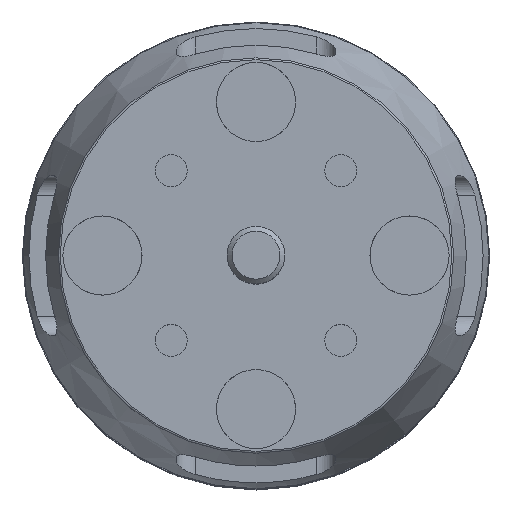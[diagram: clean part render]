
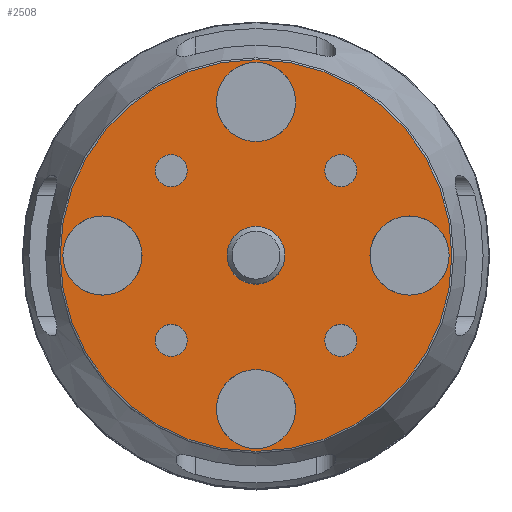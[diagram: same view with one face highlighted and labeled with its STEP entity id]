
A CAD part, top view. The second image highlights one B-rep face of the part: STEP entity #2508.
In plain terms, the highlighted planar face has unit normal (0, 0, 1).
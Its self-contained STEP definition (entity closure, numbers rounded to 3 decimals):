
#148=FACE_BOUND('',#415,.T.);
#149=FACE_BOUND('',#416,.T.);
#150=FACE_BOUND('',#417,.T.);
#151=FACE_BOUND('',#418,.T.);
#152=FACE_BOUND('',#419,.T.);
#153=FACE_BOUND('',#420,.T.);
#154=FACE_BOUND('',#421,.T.);
#155=FACE_BOUND('',#422,.T.);
#156=FACE_BOUND('',#423,.T.);
#183=PLANE('',#2748);
#278=FACE_OUTER_BOUND('',#414,.T.);
#414=EDGE_LOOP('',(#2021,#2022));
#415=EDGE_LOOP('',(#2023));
#416=EDGE_LOOP('',(#2024));
#417=EDGE_LOOP('',(#2025));
#418=EDGE_LOOP('',(#2026));
#419=EDGE_LOOP('',(#2027));
#420=EDGE_LOOP('',(#2028));
#421=EDGE_LOOP('',(#2029));
#422=EDGE_LOOP('',(#2030));
#423=EDGE_LOOP('',(#2031));
#840=CIRCLE('',#2742,20.406);
#845=CIRCLE('',#2747,20.406);
#846=CIRCLE('',#2749,4.123);
#847=CIRCLE('',#2750,4.123);
#848=CIRCLE('',#2751,4.123);
#849=CIRCLE('',#2752,3.);
#850=CIRCLE('',#2753,1.666);
#851=CIRCLE('',#2754,1.666);
#852=CIRCLE('',#2755,1.666);
#853=CIRCLE('',#2756,1.666);
#854=CIRCLE('',#2757,4.123);
#1056=VERTEX_POINT('',#4243);
#1057=VERTEX_POINT('',#4244);
#1061=VERTEX_POINT('',#4255);
#1062=VERTEX_POINT('',#4257);
#1063=VERTEX_POINT('',#4259);
#1064=VERTEX_POINT('',#4261);
#1065=VERTEX_POINT('',#4263);
#1066=VERTEX_POINT('',#4265);
#1067=VERTEX_POINT('',#4267);
#1068=VERTEX_POINT('',#4269);
#1069=VERTEX_POINT('',#4271);
#1395=EDGE_CURVE('',#1056,#1057,#840,.T.);
#1400=EDGE_CURVE('',#1057,#1056,#845,.T.);
#1401=EDGE_CURVE('',#1061,#1061,#846,.T.);
#1402=EDGE_CURVE('',#1062,#1062,#847,.T.);
#1403=EDGE_CURVE('',#1063,#1063,#848,.T.);
#1404=EDGE_CURVE('',#1064,#1064,#849,.T.);
#1405=EDGE_CURVE('',#1065,#1065,#850,.T.);
#1406=EDGE_CURVE('',#1066,#1066,#851,.T.);
#1407=EDGE_CURVE('',#1067,#1067,#852,.T.);
#1408=EDGE_CURVE('',#1068,#1068,#853,.T.);
#1409=EDGE_CURVE('',#1069,#1069,#854,.T.);
#2021=ORIENTED_EDGE('',*,*,#1395,.F.);
#2022=ORIENTED_EDGE('',*,*,#1400,.F.);
#2023=ORIENTED_EDGE('',*,*,#1401,.F.);
#2024=ORIENTED_EDGE('',*,*,#1402,.F.);
#2025=ORIENTED_EDGE('',*,*,#1403,.T.);
#2026=ORIENTED_EDGE('',*,*,#1404,.T.);
#2027=ORIENTED_EDGE('',*,*,#1405,.T.);
#2028=ORIENTED_EDGE('',*,*,#1406,.T.);
#2029=ORIENTED_EDGE('',*,*,#1407,.T.);
#2030=ORIENTED_EDGE('',*,*,#1408,.T.);
#2031=ORIENTED_EDGE('',*,*,#1409,.F.);
#2508=ADVANCED_FACE('',(#278,#148,#149,#150,#151,#152,#153,#154,#155,#156),
#183,.T.);
#2742=AXIS2_PLACEMENT_3D('',#4245,#3271,#3272);
#2747=AXIS2_PLACEMENT_3D('',#4253,#3281,#3282);
#2748=AXIS2_PLACEMENT_3D('',#4254,#3283,#3284);
#2749=AXIS2_PLACEMENT_3D('',#4256,#3285,#3286);
#2750=AXIS2_PLACEMENT_3D('',#4258,#3287,#3288);
#2751=AXIS2_PLACEMENT_3D('',#4260,#3289,#3290);
#2752=AXIS2_PLACEMENT_3D('',#4262,#3291,#3292);
#2753=AXIS2_PLACEMENT_3D('',#4264,#3293,#3294);
#2754=AXIS2_PLACEMENT_3D('',#4266,#3295,#3296);
#2755=AXIS2_PLACEMENT_3D('',#4268,#3297,#3298);
#2756=AXIS2_PLACEMENT_3D('',#4270,#3299,#3300);
#2757=AXIS2_PLACEMENT_3D('',#4272,#3301,#3302);
#3271=DIRECTION('center_axis',(0.,0.,-1.));
#3272=DIRECTION('ref_axis',(0.,-1.,0.));
#3281=DIRECTION('center_axis',(0.,0.,-1.));
#3282=DIRECTION('ref_axis',(0.,-1.,0.));
#3283=DIRECTION('center_axis',(0.,0.,1.));
#3284=DIRECTION('ref_axis',(1.,0.,0.));
#3285=DIRECTION('center_axis',(0.,0.,1.));
#3286=DIRECTION('ref_axis',(0.,1.,0.));
#3287=DIRECTION('center_axis',(0.,0.,1.));
#3288=DIRECTION('ref_axis',(0.,-1.,0.));
#3289=DIRECTION('center_axis',(0.,0.,-1.));
#3290=DIRECTION('ref_axis',(-1.,0.,0.));
#3291=DIRECTION('center_axis',(0.,0.,-1.));
#3292=DIRECTION('ref_axis',(-1.,0.,0.));
#3293=DIRECTION('center_axis',(0.,0.,-1.));
#3294=DIRECTION('ref_axis',(0.,1.,0.));
#3295=DIRECTION('center_axis',(0.,0.,-1.));
#3296=DIRECTION('ref_axis',(1.,0.,0.));
#3297=DIRECTION('center_axis',(0.,0.,-1.));
#3298=DIRECTION('ref_axis',(0.,-1.,0.));
#3299=DIRECTION('center_axis',(0.,0.,-1.));
#3300=DIRECTION('ref_axis',(-1.,0.,0.));
#3301=DIRECTION('center_axis',(0.,0.,1.));
#3302=DIRECTION('ref_axis',(1.,0.,0.));
#4243=CARTESIAN_POINT('',(0.,20.406,54.1));
#4244=CARTESIAN_POINT('',(-20.406,0.,54.1));
#4245=CARTESIAN_POINT('Origin',(0.,0.,54.1));
#4253=CARTESIAN_POINT('Origin',(0.,0.,54.1));
#4254=CARTESIAN_POINT('Origin',(0.,0.,54.1));
#4255=CARTESIAN_POINT('',(16.,-4.123,54.1));
#4256=CARTESIAN_POINT('Origin',(16.,0.,
54.1));
#4257=CARTESIAN_POINT('',(-16.,4.123,54.1));
#4258=CARTESIAN_POINT('Origin',(-16.,0.,54.1));
#4259=CARTESIAN_POINT('',(4.123,16.,54.1));
#4260=CARTESIAN_POINT('Origin',(0.,16.,54.1));
#4261=CARTESIAN_POINT('',(3.,0.,54.1));
#4262=CARTESIAN_POINT('Origin',(0.,0.,54.1));
#4263=CARTESIAN_POINT('',(8.839,-10.505,54.1));
#4264=CARTESIAN_POINT('Origin',(8.839,-8.839,54.1));
#4265=CARTESIAN_POINT('',(-10.505,-8.839,54.1));
#4266=CARTESIAN_POINT('Origin',(-8.839,-8.839,54.1));
#4267=CARTESIAN_POINT('',(-8.839,10.505,54.1));
#4268=CARTESIAN_POINT('Origin',(-8.839,8.839,54.1));
#4269=CARTESIAN_POINT('',(10.505,8.839,54.1));
#4270=CARTESIAN_POINT('Origin',(8.839,8.839,54.1));
#4271=CARTESIAN_POINT('',(-4.123,-16.,54.1));
#4272=CARTESIAN_POINT('Origin',(0.,-16.,
54.1));
